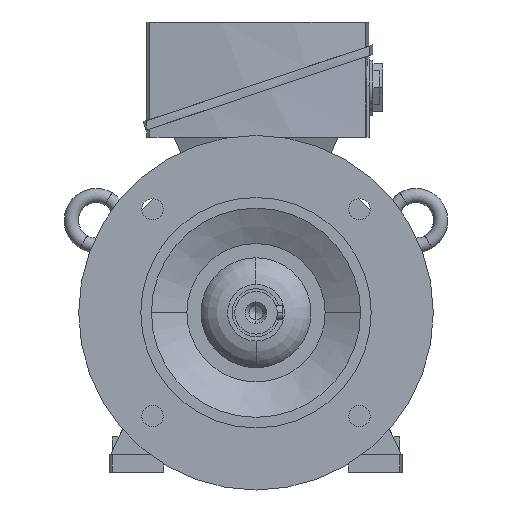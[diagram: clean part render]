
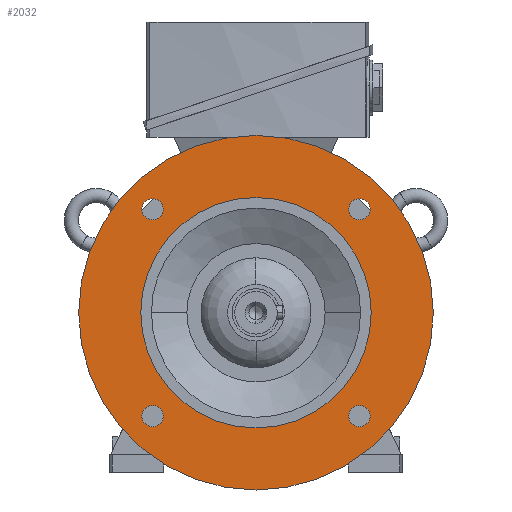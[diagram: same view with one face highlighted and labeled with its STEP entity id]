
A CAD part, left-side view. The second image highlights one B-rep face of the part: STEP entity #2032.
In plain terms, the highlighted planar face has unit normal (-1, 0, 0).
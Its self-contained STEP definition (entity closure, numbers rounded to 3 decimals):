
#2032=ADVANCED_FACE('',(#4274,#4275,#4276,#4277,#4278,#4279),#4280,.T.);
#4274=FACE_BOUND('',#6690,.T.);
#4275=FACE_BOUND('',#6691,.T.);
#4276=FACE_BOUND('',#6692,.T.);
#4277=FACE_BOUND('',#6693,.T.);
#4278=FACE_OUTER_BOUND('',#6694,.T.);
#4279=FACE_BOUND('',#6695,.T.);
#4280=PLANE('',#6696);
#6690=EDGE_LOOP('',(#12802,#12803));
#6691=EDGE_LOOP('',(#12804,#12805));
#6692=EDGE_LOOP('',(#12806,#12807));
#6693=EDGE_LOOP('',(#12808,#12809));
#6694=EDGE_LOOP('',(#12810,#12811));
#6695=EDGE_LOOP('',(#12812,#12813));
#6696=AXIS2_PLACEMENT_3D('',#12814,#12815,#12816);
#12802=ORIENTED_EDGE('',*,*,#17027,.T.);
#12803=ORIENTED_EDGE('',*,*,#14704,.T.);
#12804=ORIENTED_EDGE('',*,*,#17028,.T.);
#12805=ORIENTED_EDGE('',*,*,#14709,.T.);
#12806=ORIENTED_EDGE('',*,*,#17029,.T.);
#12807=ORIENTED_EDGE('',*,*,#14714,.T.);
#12808=ORIENTED_EDGE('',*,*,#17030,.T.);
#12809=ORIENTED_EDGE('',*,*,#14719,.T.);
#12810=ORIENTED_EDGE('',*,*,#14724,.F.);
#12811=ORIENTED_EDGE('',*,*,#17031,.F.);
#12812=ORIENTED_EDGE('',*,*,#14757,.T.);
#12813=ORIENTED_EDGE('',*,*,#16284,.T.);
#12814=CARTESIAN_POINT('',(-34.5,82.5,0.0));
#12815=DIRECTION('',(-1.0,0.0,0.0));
#12816=DIRECTION('',(0.0,-1.0,0.0));
#14704=EDGE_CURVE('',#17706,#17703,#17707,.T.);
#14709=EDGE_CURVE('',#17715,#17712,#17716,.T.);
#14714=EDGE_CURVE('',#17724,#17721,#17725,.T.);
#14719=EDGE_CURVE('',#17733,#17730,#17734,.T.);
#14724=EDGE_CURVE('',#17739,#17742,#17743,.T.);
#14757=EDGE_CURVE('',#17796,#17800,#17802,.T.);
#16284=EDGE_CURVE('',#17800,#17796,#20101,.T.);
#17027=EDGE_CURVE('',#17703,#17706,#21206,.T.);
#17028=EDGE_CURVE('',#17712,#17715,#21207,.T.);
#17029=EDGE_CURVE('',#17721,#17724,#21208,.T.);
#17030=EDGE_CURVE('',#17730,#17733,#21209,.T.);
#17031=EDGE_CURVE('',#17742,#17739,#21210,.T.);
#17703=VERTEX_POINT('',#22280);
#17706=VERTEX_POINT('',#22284);
#17707=CIRCLE('',#22285,6.0);
#17712=VERTEX_POINT('',#22291);
#17715=VERTEX_POINT('',#22295);
#17716=CIRCLE('',#22296,6.0);
#17721=VERTEX_POINT('',#22302);
#17724=VERTEX_POINT('',#22306);
#17725=CIRCLE('',#22307,6.0);
#17730=VERTEX_POINT('',#22313);
#17733=VERTEX_POINT('',#22317);
#17734=CIRCLE('',#22318,6.0);
#17739=VERTEX_POINT('',#22324);
#17742=VERTEX_POINT('',#22328);
#17743=CIRCLE('',#22329,100.0);
#17796=VERTEX_POINT('',#22584);
#17800=VERTEX_POINT('',#22589);
#17802=CIRCLE('',#22592,65.0);
#20101=CIRCLE('',#26516,65.0);
#21206=CIRCLE('',#28111,6.0);
#21207=CIRCLE('',#28112,6.0);
#21208=CIRCLE('',#28113,6.0);
#21209=CIRCLE('',#28114,6.0);
#21210=CIRCLE('',#28115,100.0);
#22280=CARTESIAN_POINT('',(-34.5,-62.579,-62.579));
#22284=CARTESIAN_POINT('',(-34.5,-54.094,-54.094));
#22285=AXIS2_PLACEMENT_3D('',#29858,#29859,#29860);
#22291=CARTESIAN_POINT('',(-34.5,62.579,-62.579));
#22295=CARTESIAN_POINT('',(-34.5,54.094,-54.094));
#22296=AXIS2_PLACEMENT_3D('',#29866,#29867,#29868);
#22302=CARTESIAN_POINT('',(-34.5,62.579,62.579));
#22306=CARTESIAN_POINT('',(-34.5,54.094,54.094));
#22307=AXIS2_PLACEMENT_3D('',#29874,#29875,#29876);
#22313=CARTESIAN_POINT('',(-34.5,-62.579,62.579));
#22317=CARTESIAN_POINT('',(-34.5,-54.094,54.094));
#22318=AXIS2_PLACEMENT_3D('',#29882,#29883,#29884);
#22324=CARTESIAN_POINT('',(-34.5,100.0,0.0));
#22328=CARTESIAN_POINT('',(-34.5,-100.0,0.));
#22329=AXIS2_PLACEMENT_3D('',#29890,#29891,#29892);
#22584=CARTESIAN_POINT('',(-34.5,65.0,0.0));
#22589=CARTESIAN_POINT('',(-34.5,-65.0,0.));
#22592=AXIS2_PLACEMENT_3D('',#29936,#29937,#29938);
#26516=AXIS2_PLACEMENT_3D('',#31591,#31592,#31593);
#28111=AXIS2_PLACEMENT_3D('',#32533,#32534,#32535);
#28112=AXIS2_PLACEMENT_3D('',#32536,#32537,#32538);
#28113=AXIS2_PLACEMENT_3D('',#32539,#32540,#32541);
#28114=AXIS2_PLACEMENT_3D('',#32542,#32543,#32544);
#28115=AXIS2_PLACEMENT_3D('',#32545,#32546,#32547);
#29858=CARTESIAN_POINT('',(-34.5,-58.336,-58.336));
#29859=DIRECTION('',(1.0,0.0,0.0));
#29860=DIRECTION('',(0.0,-0.707,-0.707));
#29866=CARTESIAN_POINT('',(-34.5,58.336,-58.336));
#29867=DIRECTION('',(1.0,-0.0,0.0));
#29868=DIRECTION('',(0.0,0.707,-0.707));
#29874=CARTESIAN_POINT('',(-34.5,58.336,58.336));
#29875=DIRECTION('',(1.0,0.0,-0.0));
#29876=DIRECTION('',(0.0,0.707,0.707));
#29882=CARTESIAN_POINT('',(-34.5,-58.336,58.336));
#29883=DIRECTION('',(1.0,0.0,-0.0));
#29884=DIRECTION('',(0.0,-0.707,0.707));
#29890=CARTESIAN_POINT('',(-34.5,0.0,0.0));
#29891=DIRECTION('',(1.0,0.0,0.0));
#29892=DIRECTION('',(0.0,1.0,0.0));
#29936=CARTESIAN_POINT('',(-34.5,0.0,0.0));
#29937=DIRECTION('',(1.0,0.0,0.0));
#29938=DIRECTION('',(0.0,1.0,0.0));
#31591=CARTESIAN_POINT('',(-34.5,0.0,0.0));
#31592=DIRECTION('',(1.0,0.0,0.0));
#31593=DIRECTION('',(0.0,1.0,0.0));
#32533=CARTESIAN_POINT('',(-34.5,-58.336,-58.336));
#32534=DIRECTION('',(1.0,0.0,0.0));
#32535=DIRECTION('',(0.0,-0.707,-0.707));
#32536=CARTESIAN_POINT('',(-34.5,58.336,-58.336));
#32537=DIRECTION('',(1.0,-0.0,0.0));
#32538=DIRECTION('',(0.0,0.707,-0.707));
#32539=CARTESIAN_POINT('',(-34.5,58.336,58.336));
#32540=DIRECTION('',(1.0,0.0,-0.0));
#32541=DIRECTION('',(0.0,0.707,0.707));
#32542=CARTESIAN_POINT('',(-34.5,-58.336,58.336));
#32543=DIRECTION('',(1.0,0.0,-0.0));
#32544=DIRECTION('',(0.0,-0.707,0.707));
#32545=CARTESIAN_POINT('',(-34.5,0.0,0.0));
#32546=DIRECTION('',(1.0,0.0,0.0));
#32547=DIRECTION('',(0.0,1.0,0.0));
